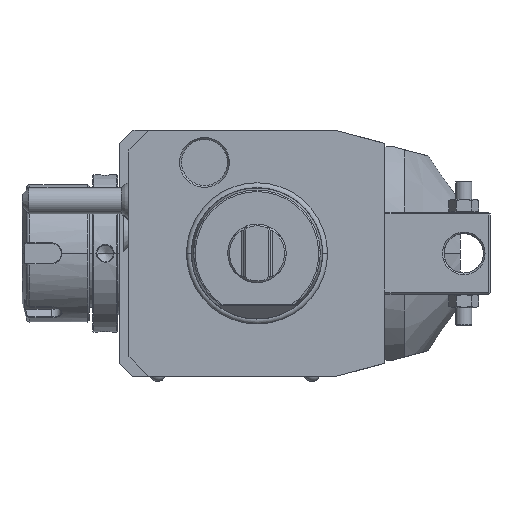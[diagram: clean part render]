
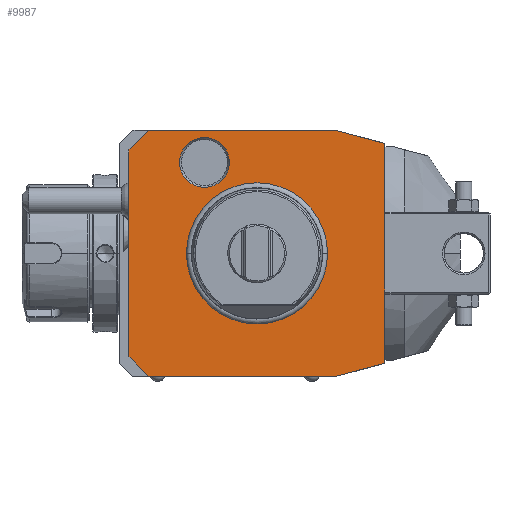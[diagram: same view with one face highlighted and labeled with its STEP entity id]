
A CAD part, front view. The second image highlights one B-rep face of the part: STEP entity #9987.
In plain terms, the highlighted planar face has unit normal (0, -1, 0).
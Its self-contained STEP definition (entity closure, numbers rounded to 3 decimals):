
#1=DIRECTION('',(-0.966,0.,0.259));
#2=VECTOR('',#1,15.529);
#3=CARTESIAN_POINT('',(39.,0.,33.481));
#4=LINE('',#3,#2);
#5=DIRECTION('',(0.,0.,1.));
#6=VECTOR('',#5,66.962);
#7=CARTESIAN_POINT('',(39.,0.,-33.481));
#8=LINE('',#7,#6);
#9=DIRECTION('',(0.966,0.,0.259));
#10=VECTOR('',#9,15.529);
#11=CARTESIAN_POINT('',(24.,0.,-37.5));
#12=LINE('',#11,#10);
#13=DIRECTION('',(1.,0.,0.));
#14=VECTOR('',#13,57.);
#15=CARTESIAN_POINT('',(-33.,0.,-37.5));
#16=LINE('',#15,#14);
#17=DIRECTION('',(0.707,0.,-0.707));
#18=VECTOR('',#17,8.485);
#19=CARTESIAN_POINT('',(-39.,0.,-31.5));
#20=LINE('',#19,#18);
#21=DIRECTION('',(0.,0.,-1.));
#22=VECTOR('',#21,63.);
#23=CARTESIAN_POINT('',(-39.,0.,31.5));
#24=LINE('',#23,#22);
#25=DIRECTION('',(-0.707,0.,-0.707));
#26=VECTOR('',#25,8.485);
#27=CARTESIAN_POINT('',(-33.,0.,37.5));
#28=LINE('',#27,#26);
#29=DIRECTION('',(-1.,0.,0.));
#30=VECTOR('',#29,57.);
#31=CARTESIAN_POINT('',(24.,0.,37.5));
#32=LINE('',#31,#30);
#33=CARTESIAN_POINT('',(-16.,0.,27.713));
#34=DIRECTION('',(0.,1.,0.));
#35=DIRECTION('',(1.,0.,0.));
#36=AXIS2_PLACEMENT_3D('',#33,#34,#35);
#38=CARTESIAN_POINT('',(-16.,0.,27.713));
#39=DIRECTION('',(0.,1.,0.));
#40=DIRECTION('',(-1.,0.,0.));
#41=AXIS2_PLACEMENT_3D('',#38,#39,#40);
#7417=CARTESIAN_POINT('',(0.,0.,0.));
#7418=DIRECTION('',(0.,-1.,0.));
#7419=DIRECTION('',(1.,0.,0.));
#7420=AXIS2_PLACEMENT_3D('',#7417,#7418,#7419);
#7422=CARTESIAN_POINT('',(0.,0.,0.));
#7423=DIRECTION('',(0.,-1.,0.));
#7424=DIRECTION('',(-1.,0.,0.));
#7425=AXIS2_PLACEMENT_3D('',#7422,#7423,#7424);
#8998=CARTESIAN_POINT('',(-8.423,0.,
27.713));
#8999=CARTESIAN_POINT('',(-23.577,0.,
27.713));
#9000=VERTEX_POINT('',#8998);
#9001=VERTEX_POINT('',#8999);
#9796=CARTESIAN_POINT('',(39.,0.,33.481));
#9797=CARTESIAN_POINT('',(24.,0.,37.5));
#9798=VERTEX_POINT('',#9796);
#9799=VERTEX_POINT('',#9797);
#9800=CARTESIAN_POINT('',(-33.,0.,37.5));
#9801=VERTEX_POINT('',#9800);
#9802=CARTESIAN_POINT('',(-39.,0.,31.5));
#9803=VERTEX_POINT('',#9802);
#9804=CARTESIAN_POINT('',(-39.,0.,-31.5));
#9805=VERTEX_POINT('',#9804);
#9806=CARTESIAN_POINT('',(-33.,0.,-37.5));
#9807=VERTEX_POINT('',#9806);
#9808=CARTESIAN_POINT('',(24.,0.,-37.5));
#9809=VERTEX_POINT('',#9808);
#9810=CARTESIAN_POINT('',(39.,0.,-33.481));
#9811=VERTEX_POINT('',#9810);
#9844=CARTESIAN_POINT('',(21.137,0.,0.));
#9845=CARTESIAN_POINT('',(-21.137,0.,0.));
#9846=VERTEX_POINT('',#9844);
#9847=VERTEX_POINT('',#9845);
#9952=CARTESIAN_POINT('',(0.,0.,0.));
#9953=DIRECTION('',(0.,-1.,0.));
#9954=DIRECTION('',(-1.,0.,0.));
#9955=AXIS2_PLACEMENT_3D('',#9952,#9953,#9954);
#9956=PLANE('',#9955);
#9958=ORIENTED_EDGE('',*,*,#9957,.F.);
#9960=ORIENTED_EDGE('',*,*,#9959,.F.);
#9962=ORIENTED_EDGE('',*,*,#9961,.F.);
#9964=ORIENTED_EDGE('',*,*,#9963,.F.);
#9966=ORIENTED_EDGE('',*,*,#9965,.F.);
#9968=ORIENTED_EDGE('',*,*,#9967,.F.);
#9970=ORIENTED_EDGE('',*,*,#9969,.F.);
#9972=ORIENTED_EDGE('',*,*,#9971,.F.);
#9973=EDGE_LOOP('',(#9958,#9960,#9962,#9964,#9966,#9968,#9970,#9972));
#9974=FACE_OUTER_BOUND('',#9973,.F.);
#9976=ORIENTED_EDGE('',*,*,#9975,.T.);
#9978=ORIENTED_EDGE('',*,*,#9977,.T.);
#9979=EDGE_LOOP('',(#9976,#9978));
#9980=FACE_BOUND('',#9979,.F.);
#9982=ORIENTED_EDGE('',*,*,#9981,.F.);
#9984=ORIENTED_EDGE('',*,*,#9983,.F.);
#9985=EDGE_LOOP('',(#9982,#9984));
#9986=FACE_BOUND('',#9985,.F.);
#37=CIRCLE('',#36,7.577);
#42=CIRCLE('',#41,7.577);
#7421=CIRCLE('',#7420,21.137);
#7426=CIRCLE('',#7425,21.137);
#9957=EDGE_CURVE('',#9798,#9799,#4,.T.);
#9959=EDGE_CURVE('',#9811,#9798,#8,.T.);
#9961=EDGE_CURVE('',#9809,#9811,#12,.T.);
#9963=EDGE_CURVE('',#9807,#9809,#16,.T.);
#9965=EDGE_CURVE('',#9805,#9807,#20,.T.);
#9967=EDGE_CURVE('',#9803,#9805,#24,.T.);
#9969=EDGE_CURVE('',#9801,#9803,#28,.T.);
#9971=EDGE_CURVE('',#9799,#9801,#32,.T.);
#9975=EDGE_CURVE('',#9846,#9847,#7421,.T.);
#9977=EDGE_CURVE('',#9847,#9846,#7426,.T.);
#9981=EDGE_CURVE('',#9000,#9001,#37,.T.);
#9983=EDGE_CURVE('',#9001,#9000,#42,.T.);
#9987=ADVANCED_FACE('',(#9974,#9980,#9986),#9956,.T.);
